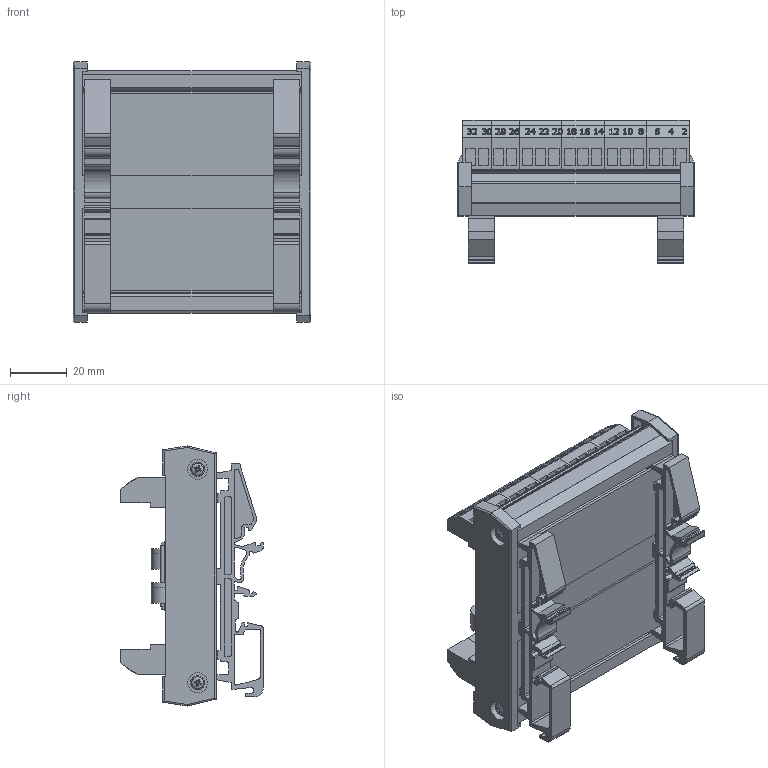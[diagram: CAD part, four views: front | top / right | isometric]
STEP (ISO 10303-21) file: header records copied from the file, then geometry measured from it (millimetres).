
FILE_DESCRIPTION((''),'2;1');
FILE_NAME('8973.4.stp','2014-07-15T11:58:37',('roland'),(''),'Autodesk Inventor 2013','Autodesk Inventor 2013','');
FILE_SCHEMA(('CONFIG_CONTROL_DESIGN'));
Length unit declared in the file: millimetre
Products named in the file (12): 6A Diodel 16; 16 plate; 2 hole green; 3 hole green; 16diodes; BASE SIDE; BASE LEGS; BS EN ISO 7045 Z - Metric M2.5 x 10 - 4.8 - Z; diode long 6A; diode long 6A bottom; 16 lable1N; 16 lable2N
Assembly tree (40 placements, depth 2):
  6A Diodel 16
    16 plate
    2 hole green  x4
    3 hole green  x8
    16diodes
    BASE SIDE  x2
    BASE LEGS  x2
    BS EN ISO 7045 Z - Metric M2.5 x 10 - 4.8 - Z  x4
    diode long 6A  x8
    diode long 6A bottom  x8
    16 lable1N
    16 lable2N
Bounding box: 84 x 50.69 x 91.98 mm (x, y, z)
Volume: 69718.4 mm3; surface area: 87993.9 mm2
Topology: 40 solids, 40 shells, 2626 faces, 6835 edges, 4502 vertices
Faces by surface type: plane 1465, bspline 544, cylinder 513, cone 64, torus 36, sphere 4
Full cylindrical faces by diameter (mm): 1 x96, 1.199 x16, 1.2 x48, 1.3 x32, 2.256 x4, 2.5 x4, 3.2 x4, 3.75 x32, 7 x4, 7.99 x16, 8 x16, 9 x4
Entity records: 56892 total; most frequent: CARTESIAN_POINT 16638, ORIENTED_EDGE 8938, DIRECTION 6383, EDGE_CURVE 4469, VERTEX_POINT 3072, VECTOR 2753, LINE 2753, EDGE_LOOP 2205
